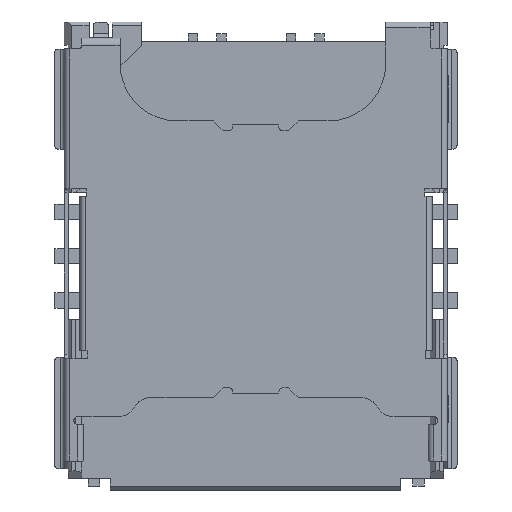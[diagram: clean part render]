
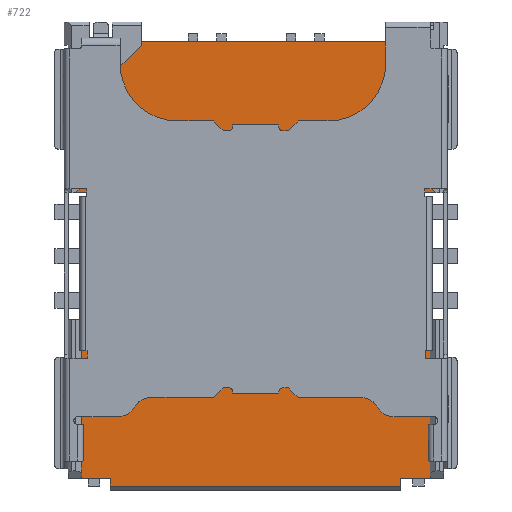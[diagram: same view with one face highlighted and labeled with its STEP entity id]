
A CAD part, top view. The second image highlights one B-rep face of the part: STEP entity #722.
In plain terms, the highlighted planar face has unit normal (0, 0, 1).
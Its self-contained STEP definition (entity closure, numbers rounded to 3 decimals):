
#40 = VERTEX_POINT('',#41);
#41 = CARTESIAN_POINT('',(-4.185,1.645,0.27)
  );
#47 = EDGE_CURVE('',#48,#40,#50,.T.);
#48 = VERTEX_POINT('',#49);
#49 = CARTESIAN_POINT('',(-4.68,1.645,0.27)
  );
#50 = LINE('',#51,#52);
#51 = CARTESIAN_POINT('',(-4.68,1.645,0.27)
  );
#52 = VECTOR('',#53,1.);
#53 = DIRECTION('',(1.,0.,0.));
#358 = VERTEX_POINT('',#359);
#359 = CARTESIAN_POINT('',(3.37,5.575,0.27)
  );
#365 = EDGE_CURVE('',#366,#358,#368,.T.);
#366 = VERTEX_POINT('',#367);
#367 = CARTESIAN_POINT('',(3.37,5.725,0.27));
#368 = LINE('',#369,#370);
#369 = CARTESIAN_POINT('',(3.37,5.725,0.27));
#370 = VECTOR('',#371,1.);
#371 = DIRECTION('',(0.,-1.,0.));
#637 = EDGE_CURVE('',#638,#640,#642,.T.);
#638 = VERTEX_POINT('',#639);
#639 = CARTESIAN_POINT('',(4.175,1.645,0.27)
  );
#640 = VERTEX_POINT('',#641);
#641 = CARTESIAN_POINT('',(4.67,1.645,0.27)
  );
#642 = LINE('',#643,#644);
#643 = CARTESIAN_POINT('',(4.175,1.645,0.27)
  );
#644 = VECTOR('',#645,1.);
#645 = DIRECTION('',(1.,0.,0.));
#722 = ADVANCED_FACE('',(#723),#874,.T.);
#723 = FACE_BOUND('',#724,.T.);
#724 = EDGE_LOOP('',(#725,#733,#734,#742,#750,#756,#757,#765,#773,#781,
    #789,#795,#796,#804,#812,#820,#828,#836,#844,#852,#860,#868));
#725 = ORIENTED_EDGE('',*,*,#726,.F.);
#726 = EDGE_CURVE('',#638,#727,#729,.T.);
#727 = VERTEX_POINT('',#728);
#728 = CARTESIAN_POINT('',(4.175,-1.655,0.27
    ));
#729 = LINE('',#730,#731);
#730 = CARTESIAN_POINT('',(4.175,1.645,0.27)
  );
#731 = VECTOR('',#732,1.);
#732 = DIRECTION('',(0.,-1.,0.));
#733 = ORIENTED_EDGE('',*,*,#637,.T.);
#734 = ORIENTED_EDGE('',*,*,#735,.T.);
#735 = EDGE_CURVE('',#640,#736,#738,.T.);
#736 = VERTEX_POINT('',#737);
#737 = CARTESIAN_POINT('',(4.47,1.845,0.27)
  );
#738 = LINE('',#739,#740);
#739 = CARTESIAN_POINT('',(4.67,1.645,0.27)
  );
#740 = VECTOR('',#741,1.);
#741 = DIRECTION('',(-0.707,0.707,0.));
#742 = ORIENTED_EDGE('',*,*,#743,.T.);
#743 = EDGE_CURVE('',#736,#744,#746,.T.);
#744 = VERTEX_POINT('',#745);
#745 = CARTESIAN_POINT('',(4.47,5.725,0.27));
#746 = LINE('',#747,#748);
#747 = CARTESIAN_POINT('',(4.47,1.845,0.27)
  );
#748 = VECTOR('',#749,1.);
#749 = DIRECTION('',(0.,1.,0.));
#750 = ORIENTED_EDGE('',*,*,#751,.F.);
#751 = EDGE_CURVE('',#366,#744,#752,.T.);
#752 = LINE('',#753,#754);
#753 = CARTESIAN_POINT('',(3.37,5.725,0.27));
#754 = VECTOR('',#755,1.);
#755 = DIRECTION('',(1.,0.,0.));
#756 = ORIENTED_EDGE('',*,*,#365,.T.);
#757 = ORIENTED_EDGE('',*,*,#758,.F.);
#758 = EDGE_CURVE('',#759,#358,#761,.T.);
#759 = VERTEX_POINT('',#760);
#760 = CARTESIAN_POINT('',(-2.98,5.575,0.27
    ));
#761 = LINE('',#762,#763);
#762 = CARTESIAN_POINT('',(-2.98,5.575,0.27
    ));
#763 = VECTOR('',#764,1.);
#764 = DIRECTION('',(1.,0.,0.));
#765 = ORIENTED_EDGE('',*,*,#766,.T.);
#766 = EDGE_CURVE('',#759,#767,#769,.T.);
#767 = VERTEX_POINT('',#768);
#768 = CARTESIAN_POINT('',(-2.98,5.46,0.27
    ));
#769 = LINE('',#770,#771);
#770 = CARTESIAN_POINT('',(-2.98,5.575,0.27
    ));
#771 = VECTOR('',#772,1.);
#772 = DIRECTION('',(0.,-1.,0.));
#773 = ORIENTED_EDGE('',*,*,#774,.T.);
#774 = EDGE_CURVE('',#767,#775,#777,.T.);
#775 = VERTEX_POINT('',#776);
#776 = CARTESIAN_POINT('',(-4.48,3.96,0.27
    ));
#777 = LINE('',#778,#779);
#778 = CARTESIAN_POINT('',(-2.98,5.46,0.27
    ));
#779 = VECTOR('',#780,1.);
#780 = DIRECTION('',(-0.707,-0.707,0.));
#781 = ORIENTED_EDGE('',*,*,#782,.F.);
#782 = EDGE_CURVE('',#783,#775,#785,.T.);
#783 = VERTEX_POINT('',#784);
#784 = CARTESIAN_POINT('',(-4.48,1.845,0.27
    ));
#785 = LINE('',#786,#787);
#786 = CARTESIAN_POINT('',(-4.48,1.845,0.27
    ));
#787 = VECTOR('',#788,1.);
#788 = DIRECTION('',(0.,1.,0.));
#789 = ORIENTED_EDGE('',*,*,#790,.T.);
#790 = EDGE_CURVE('',#783,#48,#791,.T.);
#791 = LINE('',#792,#793);
#792 = CARTESIAN_POINT('',(-4.48,1.845,0.27
    ));
#793 = VECTOR('',#794,1.);
#794 = DIRECTION('',(-0.707,-0.707,0.));
#795 = ORIENTED_EDGE('',*,*,#47,.T.);
#796 = ORIENTED_EDGE('',*,*,#797,.F.);
#797 = EDGE_CURVE('',#798,#40,#800,.T.);
#798 = VERTEX_POINT('',#799);
#799 = CARTESIAN_POINT('',(-4.185,-1.655,
    0.27));
#800 = LINE('',#801,#802);
#801 = CARTESIAN_POINT('',(-4.185,-1.655,
    0.27));
#802 = VECTOR('',#803,1.);
#803 = DIRECTION('',(0.,1.,0.));
#804 = ORIENTED_EDGE('',*,*,#805,.T.);
#805 = EDGE_CURVE('',#798,#806,#808,.T.);
#806 = VERTEX_POINT('',#807);
#807 = CARTESIAN_POINT('',(-4.53,-1.655,
    0.27));
#808 = LINE('',#809,#810);
#809 = CARTESIAN_POINT('',(-4.185,-1.655,
    0.27));
#810 = VECTOR('',#811,1.);
#811 = DIRECTION('',(-1.,0.,0.));
#812 = ORIENTED_EDGE('',*,*,#813,.T.);
#813 = EDGE_CURVE('',#806,#814,#816,.T.);
#814 = VERTEX_POINT('',#815);
#815 = CARTESIAN_POINT('',(-4.53,-5.775,
    0.27));
#816 = LINE('',#817,#818);
#817 = CARTESIAN_POINT('',(-4.53,-1.655,
    0.27));
#818 = VECTOR('',#819,1.);
#819 = DIRECTION('',(0.,-1.,0.));
#820 = ORIENTED_EDGE('',*,*,#821,.F.);
#821 = EDGE_CURVE('',#822,#814,#824,.T.);
#822 = VERTEX_POINT('',#823);
#823 = CARTESIAN_POINT('',(-3.78,-5.775,
    0.27));
#824 = LINE('',#825,#826);
#825 = CARTESIAN_POINT('',(-3.78,-5.775,
    0.27));
#826 = VECTOR('',#827,1.);
#827 = DIRECTION('',(-1.,0.,0.));
#828 = ORIENTED_EDGE('',*,*,#829,.F.);
#829 = EDGE_CURVE('',#830,#822,#832,.T.);
#830 = VERTEX_POINT('',#831);
#831 = CARTESIAN_POINT('',(-3.78,-5.975,
    0.27));
#832 = LINE('',#833,#834);
#833 = CARTESIAN_POINT('',(-3.78,-5.975,
    0.27));
#834 = VECTOR('',#835,1.);
#835 = DIRECTION('',(0.,1.,0.));
#836 = ORIENTED_EDGE('',*,*,#837,.T.);
#837 = EDGE_CURVE('',#830,#838,#840,.T.);
#838 = VERTEX_POINT('',#839);
#839 = CARTESIAN_POINT('',(3.75,-5.975,0.27
    ));
#840 = LINE('',#841,#842);
#841 = CARTESIAN_POINT('',(-3.78,-5.975,
    0.27));
#842 = VECTOR('',#843,1.);
#843 = DIRECTION('',(1.,0.,0.));
#844 = ORIENTED_EDGE('',*,*,#845,.F.);
#845 = EDGE_CURVE('',#846,#838,#848,.T.);
#846 = VERTEX_POINT('',#847);
#847 = CARTESIAN_POINT('',(3.75,-5.775,0.27
    ));
#848 = LINE('',#849,#850);
#849 = CARTESIAN_POINT('',(3.75,-5.775,0.27
    ));
#850 = VECTOR('',#851,1.);
#851 = DIRECTION('',(0.,-1.,0.));
#852 = ORIENTED_EDGE('',*,*,#853,.F.);
#853 = EDGE_CURVE('',#854,#846,#856,.T.);
#854 = VERTEX_POINT('',#855);
#855 = CARTESIAN_POINT('',(4.52,-5.775,0.27
    ));
#856 = LINE('',#857,#858);
#857 = CARTESIAN_POINT('',(4.52,-5.775,0.27
    ));
#858 = VECTOR('',#859,1.);
#859 = DIRECTION('',(-1.,0.,0.));
#860 = ORIENTED_EDGE('',*,*,#861,.F.);
#861 = EDGE_CURVE('',#862,#854,#864,.T.);
#862 = VERTEX_POINT('',#863);
#863 = CARTESIAN_POINT('',(4.52,-1.655,0.27
    ));
#864 = LINE('',#865,#866);
#865 = CARTESIAN_POINT('',(4.52,-1.655,0.27
    ));
#866 = VECTOR('',#867,1.);
#867 = DIRECTION('',(0.,-1.,0.));
#868 = ORIENTED_EDGE('',*,*,#869,.T.);
#869 = EDGE_CURVE('',#862,#727,#870,.T.);
#870 = LINE('',#871,#872);
#871 = CARTESIAN_POINT('',(4.52,-1.655,0.27
    ));
#872 = VECTOR('',#873,1.);
#873 = DIRECTION('',(-1.,0.,0.));
#874 = PLANE('',#875);
#875 = AXIS2_PLACEMENT_3D('',#876,#877,#878);
#876 = CARTESIAN_POINT('',(-0.015,-0.2,
    0.27));
#877 = DIRECTION('',(0.,0.,1.));
#878 = DIRECTION('',(1.,0.,0.));
